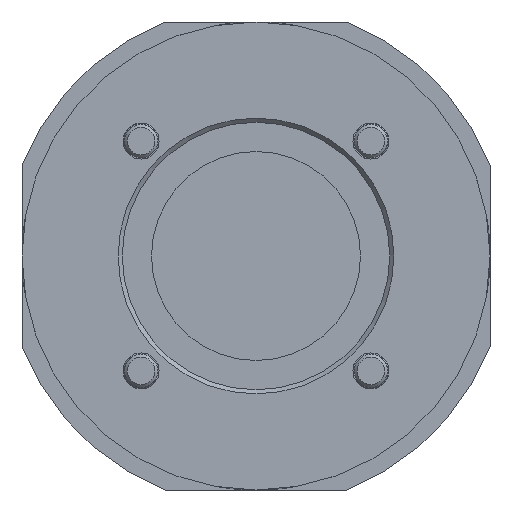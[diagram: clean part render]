
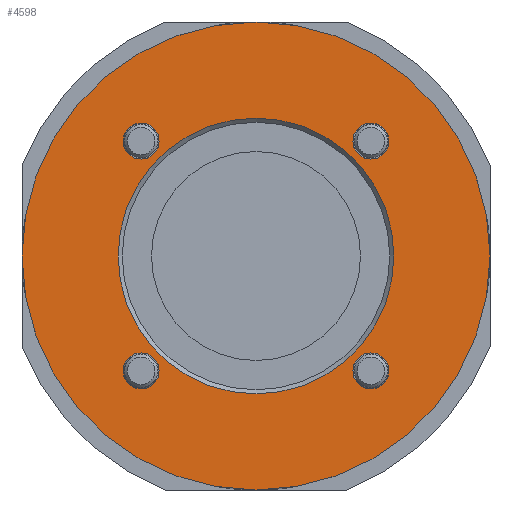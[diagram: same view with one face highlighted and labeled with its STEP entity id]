
A CAD part, left-side view. The second image highlights one B-rep face of the part: STEP entity #4598.
In plain terms, the highlighted planar face has unit normal (-1, 0, 0).
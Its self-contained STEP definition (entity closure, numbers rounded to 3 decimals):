
#92=FACE_BOUND('',#714,.T.);
#93=FACE_BOUND('',#715,.T.);
#94=FACE_BOUND('',#716,.T.);
#95=FACE_BOUND('',#717,.T.);
#96=FACE_BOUND('',#718,.T.);
#236=PLANE('',#5092);
#460=FACE_OUTER_BOUND('',#713,.T.);
#713=EDGE_LOOP('',(#4086,#4087));
#714=EDGE_LOOP('',(#4088));
#715=EDGE_LOOP('',(#4089));
#716=EDGE_LOOP('',(#4090));
#717=EDGE_LOOP('',(#4091));
#718=EDGE_LOOP('',(#4092));
#963=CIRCLE('',#5082,28.);
#964=CIRCLE('',#5083,28.);
#965=CIRCLE('',#5085,2.15);
#966=CIRCLE('',#5087,2.15);
#967=CIRCLE('',#5089,2.15);
#968=CIRCLE('',#5091,2.15);
#969=CIRCLE('',#5093,16.5);
#2159=VERTEX_POINT('',#7887);
#2160=VERTEX_POINT('',#7889);
#2161=VERTEX_POINT('',#7893);
#2162=VERTEX_POINT('',#7898);
#2163=VERTEX_POINT('',#7902);
#2164=VERTEX_POINT('',#7907);
#2165=VERTEX_POINT('',#7911);
#2796=EDGE_CURVE('',#2159,#2160,#963,.T.);
#2797=EDGE_CURVE('',#2160,#2159,#964,.T.);
#2799=EDGE_CURVE('',#2161,#2161,#965,.T.);
#2802=EDGE_CURVE('',#2162,#2162,#966,.T.);
#2804=EDGE_CURVE('',#2163,#2163,#967,.T.);
#2807=EDGE_CURVE('',#2164,#2164,#968,.T.);
#2808=EDGE_CURVE('',#2165,#2165,#969,.T.);
#4086=ORIENTED_EDGE('',*,*,#2797,.F.);
#4087=ORIENTED_EDGE('',*,*,#2796,.F.);
#4088=ORIENTED_EDGE('',*,*,#2799,.T.);
#4089=ORIENTED_EDGE('',*,*,#2802,.T.);
#4090=ORIENTED_EDGE('',*,*,#2804,.T.);
#4091=ORIENTED_EDGE('',*,*,#2807,.T.);
#4092=ORIENTED_EDGE('',*,*,#2808,.F.);
#4598=ADVANCED_FACE('',(#460,#92,#93,#94,#95,#96),#236,.T.);
#5082=AXIS2_PLACEMENT_3D('',#7890,#6392,#6393);
#5083=AXIS2_PLACEMENT_3D('',#7891,#6394,#6395);
#5085=AXIS2_PLACEMENT_3D('',#7895,#6399,#6400);
#5087=AXIS2_PLACEMENT_3D('',#7900,#6405,#6406);
#5089=AXIS2_PLACEMENT_3D('',#7904,#6410,#6411);
#5091=AXIS2_PLACEMENT_3D('',#7909,#6416,#6417);
#5092=AXIS2_PLACEMENT_3D('',#7910,#6418,#6419);
#5093=AXIS2_PLACEMENT_3D('',#7912,#6420,#6421);
#6392=DIRECTION('center_axis',(1.,0.,0.));
#6393=DIRECTION('ref_axis',(0.,0.,-1.));
#6394=DIRECTION('center_axis',(1.,0.,0.));
#6395=DIRECTION('ref_axis',(0.,0.,-1.));
#6399=DIRECTION('center_axis',(1.,0.,0.));
#6400=DIRECTION('ref_axis',(0.,0.,-1.));
#6405=DIRECTION('center_axis',(1.,0.,0.));
#6406=DIRECTION('ref_axis',(0.,0.,-1.));
#6410=DIRECTION('center_axis',(1.,0.,0.));
#6411=DIRECTION('ref_axis',(0.,0.,-1.));
#6416=DIRECTION('center_axis',(1.,0.,0.));
#6417=DIRECTION('ref_axis',(0.,0.,-1.));
#6418=DIRECTION('center_axis',(-1.,0.,0.));
#6419=DIRECTION('ref_axis',(0.,0.,1.));
#6420=DIRECTION('center_axis',(-1.,0.,0.));
#6421=DIRECTION('ref_axis',(0.,0.,-1.));
#7887=CARTESIAN_POINT('',(-46.6,-28.,0.));
#7889=CARTESIAN_POINT('',(-46.6,28.,0.));
#7890=CARTESIAN_POINT('Origin',(-46.6,0.,0.));
#7891=CARTESIAN_POINT('Origin',(-46.6,0.,0.));
#7893=CARTESIAN_POINT('',(-46.6,-13.746,15.896));
#7895=CARTESIAN_POINT('Origin',(-46.6,-13.746,13.746));
#7898=CARTESIAN_POINT('',(-46.6,13.746,-11.596));
#7900=CARTESIAN_POINT('Origin',(-46.6,13.746,-13.746));
#7902=CARTESIAN_POINT('',(-46.6,13.746,15.896));
#7904=CARTESIAN_POINT('Origin',(-46.6,13.746,13.746));
#7907=CARTESIAN_POINT('',(-46.6,-13.746,-11.596));
#7909=CARTESIAN_POINT('Origin',(-46.6,-13.746,-13.746));
#7910=CARTESIAN_POINT('Origin',(-46.6,28.,0.));
#7911=CARTESIAN_POINT('',(-46.6,0.,16.5));
#7912=CARTESIAN_POINT('Origin',(-46.6,0.,0.));
